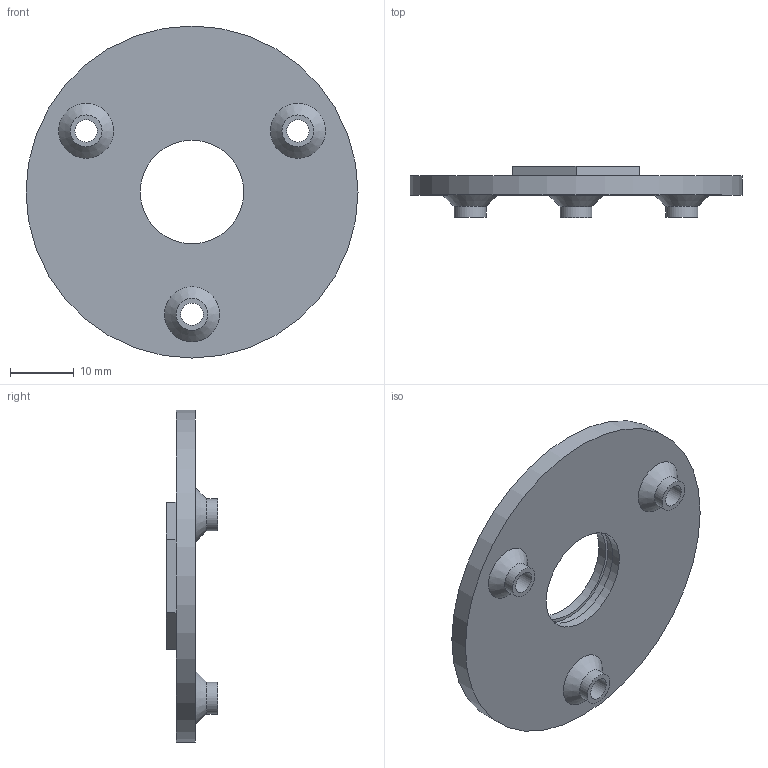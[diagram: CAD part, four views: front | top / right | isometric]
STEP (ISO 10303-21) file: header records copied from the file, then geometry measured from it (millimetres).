
FILE_DESCRIPTION(/* description */ ('STEP AP214'),/* implementation_level */ '2;1');
FILE_NAME(/* name */ '67f71b2cb2acff2e7002bfe6',/* time_stamp */ '2025-04-10T01:13:17Z',/* author */ (''),/* organization */ (''),/* preprocessor_version */ 'ST-DEVELOPER v20',/* originating_system */ 'ONSHAPE BY PTC INC, 1.196',/* authorisation */ ' ');
FILE_SCHEMA (('AUTOMOTIVE_DESIGN {1 0 10303 214 3 1 1}'));
Length unit declared in the file: metre
Products named in the file (1): Planet_Carrier_Bottom
Bounding box: 52 x 8 x 52 mm (x, y, z)
Volume: 6037.1 mm3; surface area: 5000 mm2
Topology: 1 solids, 1 shells, 27 faces, 61 edges, 42 vertices
Faces by surface type: plane 14, cylinder 10, cone 3
Full cylindrical faces by diameter (mm): 3.5 x3, 5 x3, 16.2 x2, 17.2 x1, 52 x1
Entity records: 688 total; most frequent: DIRECTION 120, CARTESIAN_POINT 104, ORIENTED_EDGE 82, EDGE_LOOP 54, FACE_BOUND 54, AXIS2_PLACEMENT_3D 51, EDGE_CURVE 41, VERTEX_POINT 35
